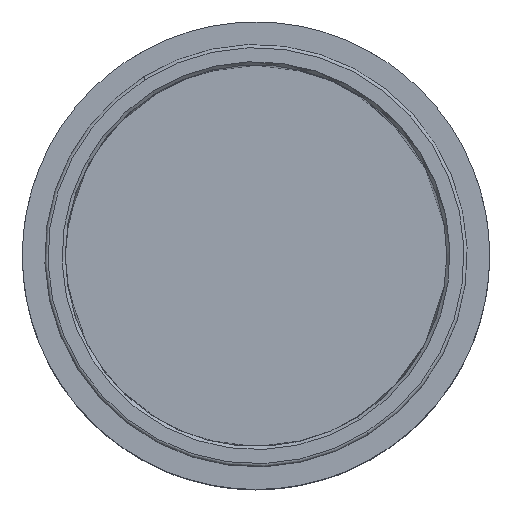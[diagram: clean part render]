
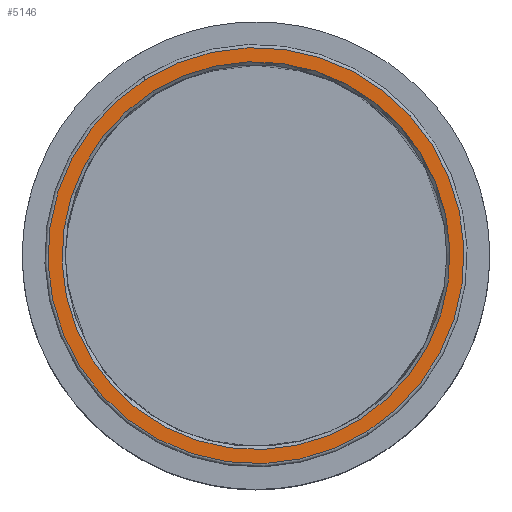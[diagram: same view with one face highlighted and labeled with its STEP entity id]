
A CAD part, top view. The second image highlights one B-rep face of the part: STEP entity #5146.
In plain terms, the highlighted planar face has unit normal (0, 0, 1).
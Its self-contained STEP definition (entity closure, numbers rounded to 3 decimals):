
#305 = CARTESIAN_POINT ( 'NONE',  ( 348.431, -553.809, 925. ) ) ;
#1195 = DIRECTION ( 'NONE',  ( -0.533, 0.846, 0. ) ) ;
#1605 = CARTESIAN_POINT ( 'NONE',  ( 0., 0., 925. ) ) ;
#3113 = VERTEX_POINT ( 'NONE', #17481 ) ;
#3491 = AXIS2_PLACEMENT_3D ( 'NONE', #9762, #16617, #1195 ) ;
#4557 = ORIENTED_EDGE ( 'NONE', *, *, #18931, .T. ) ;
#4917 = ORIENTED_EDGE ( 'NONE', *, *, #21651, .F. ) ;
#5065 = CARTESIAN_POINT ( 'NONE',  ( 0., 0., 925. ) ) ;
#5094 = DIRECTION ( 'NONE',  ( 1., 0., 0. ) ) ;
#5146 = ADVANCED_FACE ( 'NONE', ( #20184, #15238 ), #18391, .T. ) ;
#5949 = DIRECTION ( 'NONE',  ( 0., 0., -1. ) ) ;
#6059 = DIRECTION ( 'NONE',  ( -0.533, 0.846, 0. ) ) ;
#6281 = CARTESIAN_POINT ( 'NONE',  ( 0., 0., 925. ) ) ;
#7036 = AXIS2_PLACEMENT_3D ( 'NONE', #1605, #20511, #5094 ) ;
#7143 = CARTESIAN_POINT ( 'NONE',  ( 0., 0., 925. ) ) ;
#8553 = CIRCLE ( 'NONE', #20052, 610. ) ;
#8836 = CARTESIAN_POINT ( 'NONE',  ( -348.431, 553.809, 925. ) ) ;
#8912 = VERTEX_POINT ( 'NONE', #22141 ) ;
#9618 = CIRCLE ( 'NONE', #3491, 654.3 ) ;
#9762 = CARTESIAN_POINT ( 'NONE',  ( 0., 0., 925. ) ) ;
#9779 = ORIENTED_EDGE ( 'NONE', *, *, #19302, .T. ) ;
#10635 = DIRECTION ( 'NONE',  ( 0., 0., -1. ) ) ;
#10695 = ORIENTED_EDGE ( 'NONE', *, *, #13388, .F. ) ;
#12844 = CIRCLE ( 'NONE', #13921, 610. ) ;
#13388 = EDGE_CURVE ( 'NONE', #16331, #18912, #9618, .T. ) ;
#13921 = AXIS2_PLACEMENT_3D ( 'NONE', #7143, #10635, #17496 ) ;
#15238 = FACE_OUTER_BOUND ( 'NONE', #15282, .T. ) ;
#15282 = EDGE_LOOP ( 'NONE', ( #4917, #10695 ) ) ;
#16331 = VERTEX_POINT ( 'NONE', #305 ) ;
#16617 = DIRECTION ( 'NONE',  ( 0., 0., -1. ) ) ;
#17481 = CARTESIAN_POINT ( 'NONE',  ( 324.841, -516.313, 925. ) ) ;
#17496 = DIRECTION ( 'NONE',  ( -0.533, 0.846, 0. ) ) ;
#17684 = EDGE_LOOP ( 'NONE', ( #4557, #9779 ) ) ;
#18391 = PLANE ( 'NONE',  #7036 ) ;
#18912 = VERTEX_POINT ( 'NONE', #8836 ) ;
#18931 = EDGE_CURVE ( 'NONE', #3113, #8912, #12844, .T. ) ;
#18980 = CIRCLE ( 'NONE', #21868, 654.3 ) ;
#19302 = EDGE_CURVE ( 'NONE', #8912, #3113, #8553, .T. ) ;
#20052 = AXIS2_PLACEMENT_3D ( 'NONE', #5065, #22182, #20262 ) ;
#20184 = FACE_BOUND ( 'NONE', #17684, .T. ) ;
#20262 = DIRECTION ( 'NONE',  ( -0.533, 0.846, 0. ) ) ;
#20511 = DIRECTION ( 'NONE',  ( 0., 0., 1. ) ) ;
#21651 = EDGE_CURVE ( 'NONE', #18912, #16331, #18980, .T. ) ;
#21868 = AXIS2_PLACEMENT_3D ( 'NONE', #6281, #5949, #6059 ) ;
#22141 = CARTESIAN_POINT ( 'NONE',  ( -324.841, 516.313, 925. ) ) ;
#22182 = DIRECTION ( 'NONE',  ( 0., 0., -1. ) ) ;
